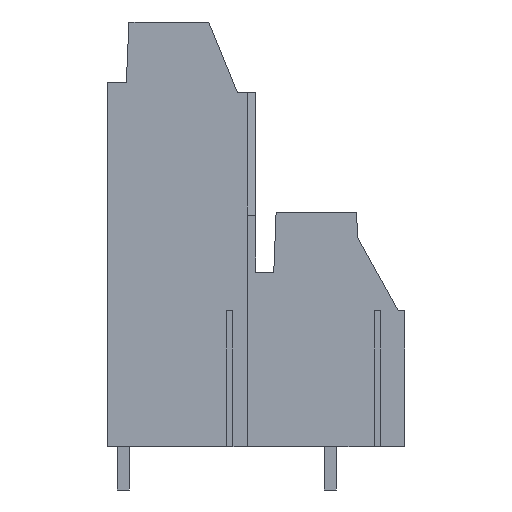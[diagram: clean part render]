
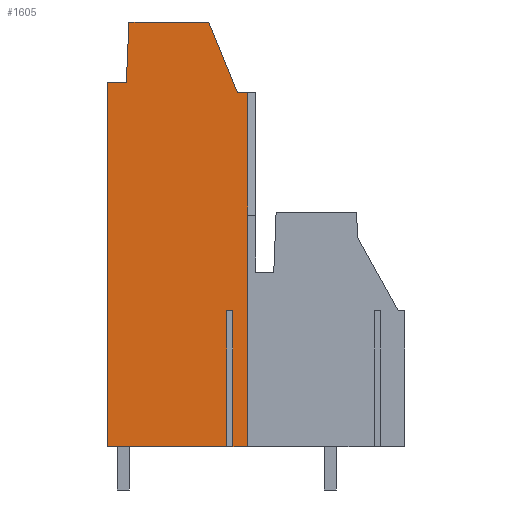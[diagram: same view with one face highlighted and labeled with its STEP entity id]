
A CAD part, left-side view. The second image highlights one B-rep face of the part: STEP entity #1605.
In plain terms, the highlighted planar face has unit normal (-1, 0, 0).
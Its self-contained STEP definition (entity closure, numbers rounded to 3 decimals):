
#1539=AXIS2_PLACEMENT_3D('Plane Axis2P3D',#1536,#1537,#1538) ;
#739=CARTESIAN_POINT('Line Origine',(0.,12.12,3.2)) ;
#743=CARTESIAN_POINT('Vertex',(0.,11.574,3.2)) ;
#745=CARTESIAN_POINT('Vertex',(0.,12.665,3.2)) ;
#794=CARTESIAN_POINT('Vertex',(0.,13.115,3.2)) ;
#797=CARTESIAN_POINT('Line Origine',(0.,17.528,3.2)) ;
#801=CARTESIAN_POINT('Vertex',(0.,21.94,3.2)) ;
#1310=CARTESIAN_POINT('Vertex',(0.,11.574,29.26)) ;
#1313=CARTESIAN_POINT('Line Origine',(0.,11.574,16.23)) ;
#1519=CARTESIAN_POINT('Vertex',(0.,12.337,29.26)) ;
#1522=CARTESIAN_POINT('Line Origine',(0.,11.956,29.26)) ;
#1536=CARTESIAN_POINT('Axis2P3D Location',(0.,11.,17.2)) ;
#1542=CARTESIAN_POINT('Control Point',(0.,20.328,34.47)) ;
#1543=CARTESIAN_POINT('Control Point',(0.,20.521,30.05)) ;
#1544=CARTESIAN_POINT('Vertex',(0.,20.328,34.47)) ;
#1546=CARTESIAN_POINT('Vertex',(0.,20.521,30.05)) ;
#1549=CARTESIAN_POINT('Line Origine',(0.,16.853,30.05)) ;
#1553=CARTESIAN_POINT('Vertex',(0.,21.94,30.05)) ;
#1556=CARTESIAN_POINT('Line Origine',(0.,21.94,34.47)) ;
#1561=CARTESIAN_POINT('Line Origine',(0.,13.115,34.47)) ;
#1565=CARTESIAN_POINT('Vertex',(0.,13.115,13.2)) ;
#1568=CARTESIAN_POINT('Line Origine',(0.,16.853,13.2)) ;
#1572=CARTESIAN_POINT('Vertex',(0.,12.665,13.2)) ;
#1575=CARTESIAN_POINT('Line Origine',(0.,12.665,34.47)) ;
#1581=CARTESIAN_POINT('Control Point',(0.,12.337,29.26)) ;
#1582=CARTESIAN_POINT('Control Point',(0.,14.449,34.47)) ;
#1583=CARTESIAN_POINT('Vertex',(0.,14.449,34.47)) ;
#1586=CARTESIAN_POINT('Line Origine',(0.,16.853,34.47)) ;
#740=DIRECTION('Vector Direction',(0.,1.,0.)) ;
#798=DIRECTION('Vector Direction',(0.,1.,0.)) ;
#1314=DIRECTION('Vector Direction',(0.,0.,-1.)) ;
#1523=DIRECTION('Vector Direction',(0.,1.,0.)) ;
#1537=DIRECTION('Axis2P3D Direction',(1.,0.,0.)) ;
#1538=DIRECTION('Axis2P3D XDirection',(0.,1.,0.)) ;
#1550=DIRECTION('Vector Direction',(0.,1.,0.)) ;
#1557=DIRECTION('Vector Direction',(0.,0.,1.)) ;
#1562=DIRECTION('Vector Direction',(0.,0.,1.)) ;
#1569=DIRECTION('Vector Direction',(0.,1.,0.)) ;
#1576=DIRECTION('Vector Direction',(0.,0.,1.)) ;
#1587=DIRECTION('Vector Direction',(0.,1.,0.)) ;
#741=VECTOR('Line Direction',#740,1.) ;
#799=VECTOR('Line Direction',#798,1.) ;
#1315=VECTOR('Line Direction',#1314,1.) ;
#1524=VECTOR('Line Direction',#1523,1.) ;
#1551=VECTOR('Line Direction',#1550,1.) ;
#1558=VECTOR('Line Direction',#1557,1.) ;
#1563=VECTOR('Line Direction',#1562,1.) ;
#1570=VECTOR('Line Direction',#1569,1.) ;
#1577=VECTOR('Line Direction',#1576,1.) ;
#1588=VECTOR('Line Direction',#1587,1.) ;
#1592=ORIENTED_EDGE('',*,*,#1548,.T.) ;
#1593=ORIENTED_EDGE('',*,*,#1555,.T.) ;
#1594=ORIENTED_EDGE('',*,*,#1560,.T.) ;
#1595=ORIENTED_EDGE('',*,*,#803,.F.) ;
#1596=ORIENTED_EDGE('',*,*,#1567,.T.) ;
#1597=ORIENTED_EDGE('',*,*,#1574,.T.) ;
#1598=ORIENTED_EDGE('',*,*,#1579,.F.) ;
#1599=ORIENTED_EDGE('',*,*,#747,.F.) ;
#1600=ORIENTED_EDGE('',*,*,#1317,.F.) ;
#1601=ORIENTED_EDGE('',*,*,#1526,.T.) ;
#1602=ORIENTED_EDGE('',*,*,#1585,.T.) ;
#1603=ORIENTED_EDGE('',*,*,#1590,.T.) ;
#1605=ADVANCED_FACE('housing',(#1604),#1540,.F.) ;
#1541=B_SPLINE_CURVE_WITH_KNOTS('',1,(#1542,#1543),.UNSPECIFIED.,.F.,.U.,(2,2),(-2.212,2.212),.UNSPECIFIED.) ;
#1580=B_SPLINE_CURVE_WITH_KNOTS('',1,(#1581,#1582),.UNSPECIFIED.,.F.,.U.,(2,2),(-2.811,2.811),.UNSPECIFIED.) ;
#747=EDGE_CURVE('',#744,#746,#742,.T.) ;
#803=EDGE_CURVE('',#795,#802,#800,.T.) ;
#1317=EDGE_CURVE('',#1311,#744,#1316,.T.) ;
#1526=EDGE_CURVE('',#1311,#1520,#1525,.T.) ;
#1548=EDGE_CURVE('',#1545,#1547,#1541,.T.) ;
#1555=EDGE_CURVE('',#1547,#1554,#1552,.T.) ;
#1560=EDGE_CURVE('',#1554,#802,#1559,.F.) ;
#1567=EDGE_CURVE('',#795,#1566,#1564,.T.) ;
#1574=EDGE_CURVE('',#1566,#1573,#1571,.F.) ;
#1579=EDGE_CURVE('',#746,#1573,#1578,.T.) ;
#1585=EDGE_CURVE('',#1520,#1584,#1580,.T.) ;
#1590=EDGE_CURVE('',#1584,#1545,#1589,.T.) ;
#1591=EDGE_LOOP('',(#1592,#1593,#1594,#1595,#1596,#1597,#1598,#1599,#1600,#1601,#1602,#1603)) ;
#1604=FACE_OUTER_BOUND('',#1591,.T.) ;
#742=LINE('Line',#739,#741) ;
#800=LINE('Line',#797,#799) ;
#1316=LINE('Line',#1313,#1315) ;
#1525=LINE('Line',#1522,#1524) ;
#1552=LINE('Line',#1549,#1551) ;
#1559=LINE('Line',#1556,#1558) ;
#1564=LINE('Line',#1561,#1563) ;
#1571=LINE('Line',#1568,#1570) ;
#1578=LINE('Line',#1575,#1577) ;
#1589=LINE('Line',#1586,#1588) ;
#1540=PLANE('',#1539) ;
#744=VERTEX_POINT('',#743) ;
#746=VERTEX_POINT('',#745) ;
#795=VERTEX_POINT('',#794) ;
#802=VERTEX_POINT('',#801) ;
#1311=VERTEX_POINT('',#1310) ;
#1520=VERTEX_POINT('',#1519) ;
#1545=VERTEX_POINT('',#1544) ;
#1547=VERTEX_POINT('',#1546) ;
#1554=VERTEX_POINT('',#1553) ;
#1566=VERTEX_POINT('',#1565) ;
#1573=VERTEX_POINT('',#1572) ;
#1584=VERTEX_POINT('',#1583) ;
